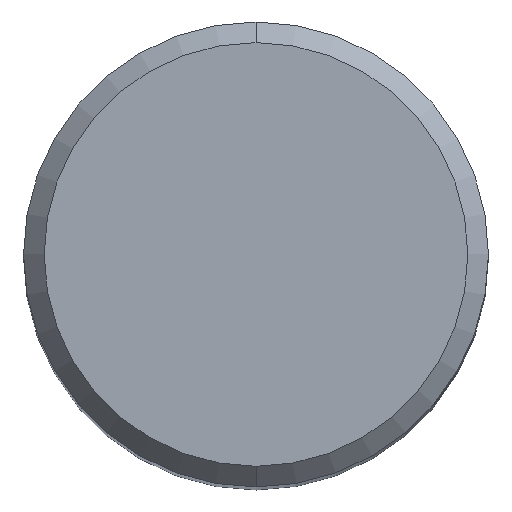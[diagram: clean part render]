
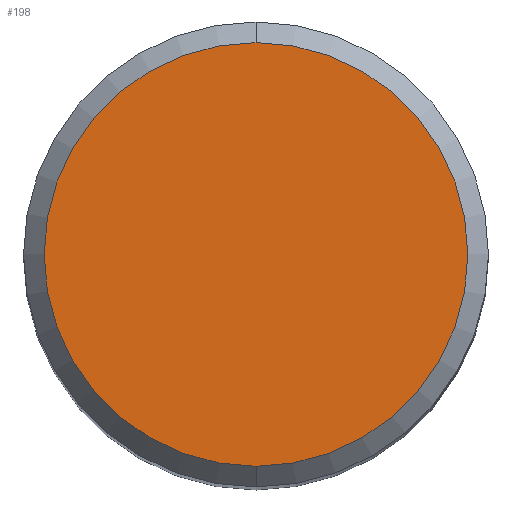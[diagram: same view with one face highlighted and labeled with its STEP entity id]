
A CAD part, top view. The second image highlights one B-rep face of the part: STEP entity #198.
In plain terms, the highlighted planar face has unit normal (0, 0, 1).
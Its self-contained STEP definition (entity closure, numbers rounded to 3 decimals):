
#198=ADVANCED_FACE('',(#502),#503,.T.);
#208=EDGE_CURVE('',#368,#440,#515,.T.);
#368=VERTEX_POINT('',#689);
#406=EDGE_CURVE('',#440,#368,#730,.T.);
#440=VERTEX_POINT('',#769);
#502=FACE_OUTER_BOUND('',#861,.T.);
#503=PLANE('',#862);
#515=CIRCLE('',#876,8.2);
#689=CARTESIAN_POINT('',(0.,-8.2,0.0));
#730=CIRCLE('',#1378,8.2);
#769=CARTESIAN_POINT('',(0.0,8.2,0.0));
#861=EDGE_LOOP('',(#1522,#1523));
#862=AXIS2_PLACEMENT_3D('',#1524,#1525,#1526);
#876=AXIS2_PLACEMENT_3D('',#1538,#1539,#1540);
#1378=AXIS2_PLACEMENT_3D('',#1751,#1752,#1753);
#1522=ORIENTED_EDGE('',*,*,#406,.F.);
#1523=ORIENTED_EDGE('',*,*,#208,.F.);
#1524=CARTESIAN_POINT('',(0.0,4.1,0.0));
#1525=DIRECTION('',(-0.0,0.0,1.0));
#1526=DIRECTION('',(0.0,-1.0,0.0));
#1538=CARTESIAN_POINT('',(0.0,0.0,0.0));
#1539=DIRECTION('',(0.0,0.0,-1.0));
#1540=DIRECTION('',(0.0,1.0,0.0));
#1751=CARTESIAN_POINT('',(0.0,0.0,0.0));
#1752=DIRECTION('',(0.0,0.0,-1.0));
#1753=DIRECTION('',(0.0,1.0,0.0));
